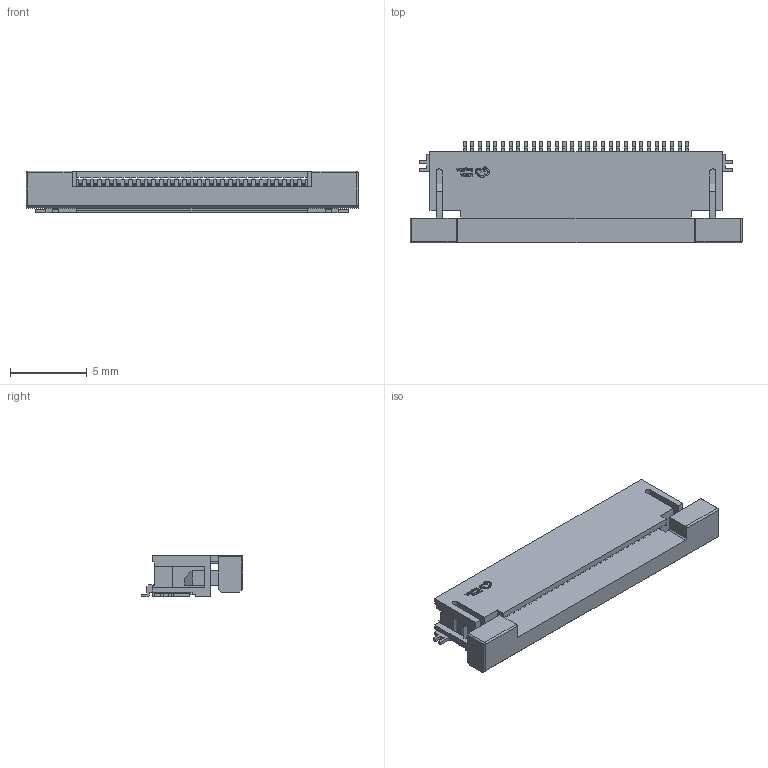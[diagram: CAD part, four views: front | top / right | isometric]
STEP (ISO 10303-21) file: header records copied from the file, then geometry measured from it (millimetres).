
FILE_DESCRIPTION (( 'STEP AP214' ), '1' );
FILE_NAME ('FPC-SMD_P0.50-30P_1X30P.step', '2022-07-06T16:05:15', ( '' ), ( '' ), 'SwSTEP 2.0', 'SolidWorks 2020', '' );
FILE_SCHEMA (( 'AUTOMOTIVE_DESIGN' ));
Length unit declared in the file: millimetre
Products named in the file (1): FPC-SMD_P0.50-30P_1X30P
Bounding box: 21.6 x 6.6 x 2.71 mm (x, y, z)
Volume: 178.4 mm3; surface area: 933.5 mm2
Topology: 33 solids, 33 shells, 1672 faces, 4802 edges, 3150 vertices
Faces by surface type: plane 1298, cylinder 226, bspline 146, sphere 2
Entity records: 73808 total; most frequent: CARTESIAN_POINT 13239, ORIENTED_EDGE 9600, DIRECTION 8006, EDGE_CURVE 4800, VECTOR 4052, LINE 4052, VERTEX_POINT 3150, AXIS2_PLACEMENT_3D 1977
